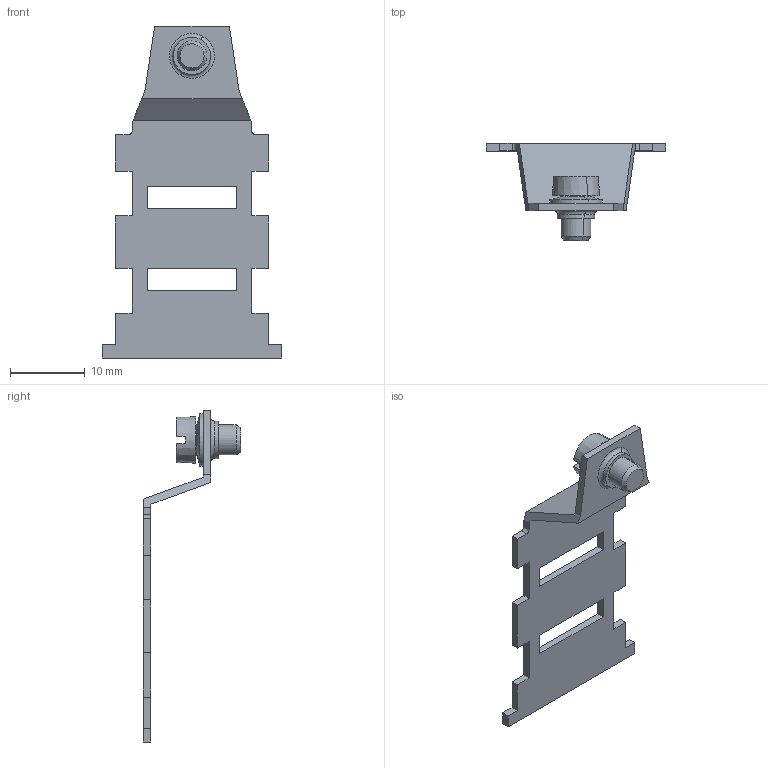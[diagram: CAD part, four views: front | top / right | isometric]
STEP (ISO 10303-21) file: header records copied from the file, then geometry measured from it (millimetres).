
FILE_DESCRIPTION(('CATIA V5 STEP Exchange','CAx-IF Rec.Pracs.--- Model Styling and Organization---1.4--- 2014-01-23'),'2;1');
FILE_NAME ('005402-2_0', '2021-05-03T05:23:35+00:00', ('none'), ('Weidmueller'), 'CATIA Version 5-6 Release 2016 SP3 HF44', 'CATIA V5 STEP AP214', 'none');
FILE_SCHEMA(('AUTOMOTIVE_DESIGN { 1 0 10303 214 1 1 1 1 }'));
Length unit declared in the file: millimetre
Products named in the file (1): 1066100000
Bounding box: 24 x 13 x 44.41 mm (x, y, z)
Volume: 913 mm3; surface area: 1895.9 mm2
Topology: 1 solids, 1 shells, 72 faces, 190 edges, 124 vertices
Faces by surface type: plane 54, cylinder 8, cone 6, torus 4
Entity records: 2137 total; most frequent: CARTESIAN_POINT 422, ORIENTED_EDGE 380, DIRECTION 282, EDGE_CURVE 190, VECTOR 150, LINE 150, VERTEX_POINT 124, AXIS2_PLACEMENT_3D 84
